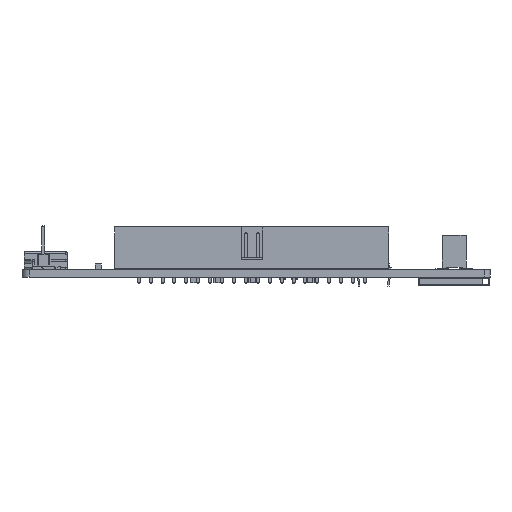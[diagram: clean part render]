
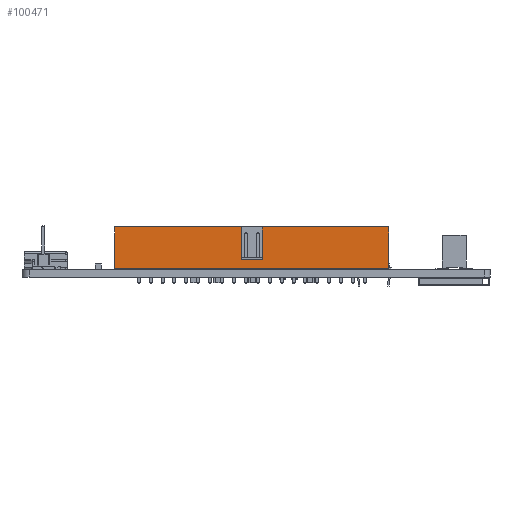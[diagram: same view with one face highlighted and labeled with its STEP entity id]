
A CAD part, front view. The second image highlights one B-rep face of the part: STEP entity #100471.
In plain terms, the highlighted face is planar.
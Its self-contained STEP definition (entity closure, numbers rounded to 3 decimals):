
#100471 = ADVANCED_FACE('',(#100472),#100538,.T.);
#100472 = FACE_BOUND('',#100473,.T.);
#100473 = EDGE_LOOP('',(#100474,#100484,#100492,#100500,#100508,#100516,
    #100524,#100532));
#100474 = ORIENTED_EDGE('',*,*,#100475,.F.);
#100475 = EDGE_CURVE('',#100476,#100478,#100480,.T.);
#100476 = VERTEX_POINT('',#100477);
#100477 = CARTESIAN_POINT('',(-3.155,5.1,0.25));
#100478 = VERTEX_POINT('',#100479);
#100479 = CARTESIAN_POINT('',(-3.155,5.1,9.1));
#100480 = LINE('',#100481,#100482);
#100481 = CARTESIAN_POINT('',(-3.155,5.1,0.25));
#100482 = VECTOR('',#100483,1.);
#100483 = DIRECTION('',(0.,0.,1.));
#100484 = ORIENTED_EDGE('',*,*,#100485,.T.);
#100485 = EDGE_CURVE('',#100476,#100486,#100488,.T.);
#100486 = VERTEX_POINT('',#100487);
#100487 = CARTESIAN_POINT('',(-3.155,-53.36,0.25));
#100488 = LINE('',#100489,#100490);
#100489 = CARTESIAN_POINT('',(-3.155,5.1,0.25));
#100490 = VECTOR('',#100491,1.);
#100491 = DIRECTION('',(0.,-1.,0.));
#100492 = ORIENTED_EDGE('',*,*,#100493,.T.);
#100493 = EDGE_CURVE('',#100486,#100494,#100496,.T.);
#100494 = VERTEX_POINT('',#100495);
#100495 = CARTESIAN_POINT('',(-3.155,-53.36,9.1));
#100496 = LINE('',#100497,#100498);
#100497 = CARTESIAN_POINT('',(-3.155,-53.36,2.6));
#100498 = VECTOR('',#100499,1.);
#100499 = DIRECTION('',(0.,0.,1.));
#100500 = ORIENTED_EDGE('',*,*,#100501,.F.);
#100501 = EDGE_CURVE('',#100502,#100494,#100504,.T.);
#100502 = VERTEX_POINT('',#100503);
#100503 = CARTESIAN_POINT('',(-3.155,-26.38,9.1));
#100504 = LINE('',#100505,#100506);
#100505 = CARTESIAN_POINT('',(-3.155,5.1,9.1));
#100506 = VECTOR('',#100507,1.);
#100507 = DIRECTION('',(0.,-1.,0.));
#100508 = ORIENTED_EDGE('',*,*,#100509,.T.);
#100509 = EDGE_CURVE('',#100502,#100510,#100512,.T.);
#100510 = VERTEX_POINT('',#100511);
#100511 = CARTESIAN_POINT('',(-3.155,-26.38,2.1));
#100512 = LINE('',#100513,#100514);
#100513 = CARTESIAN_POINT('',(-3.155,-26.38,3.388));
#100514 = VECTOR('',#100515,1.);
#100515 = DIRECTION('',(0.,0.,-1.));
#100516 = ORIENTED_EDGE('',*,*,#100517,.T.);
#100517 = EDGE_CURVE('',#100510,#100518,#100520,.T.);
#100518 = VERTEX_POINT('',#100519);
#100519 = CARTESIAN_POINT('',(-3.155,-21.88,2.1));
#100520 = LINE('',#100521,#100522);
#100521 = CARTESIAN_POINT('',(-3.155,-24.13,2.1));
#100522 = VECTOR('',#100523,1.);
#100523 = DIRECTION('',(0.,1.,0.));
#100524 = ORIENTED_EDGE('',*,*,#100525,.T.);
#100525 = EDGE_CURVE('',#100518,#100526,#100528,.T.);
#100526 = VERTEX_POINT('',#100527);
#100527 = CARTESIAN_POINT('',(-3.155,-21.88,9.1));
#100528 = LINE('',#100529,#100530);
#100529 = CARTESIAN_POINT('',(-3.155,-21.88,3.388));
#100530 = VECTOR('',#100531,1.);
#100531 = DIRECTION('',(0.,0.,1.));
#100532 = ORIENTED_EDGE('',*,*,#100533,.F.);
#100533 = EDGE_CURVE('',#100478,#100526,#100534,.T.);
#100534 = LINE('',#100535,#100536);
#100535 = CARTESIAN_POINT('',(-3.155,5.1,9.1));
#100536 = VECTOR('',#100537,1.);
#100537 = DIRECTION('',(0.,-1.,0.));
#100538 = PLANE('',#100539);
#100539 = AXIS2_PLACEMENT_3D('',#100540,#100541,#100542);
#100540 = CARTESIAN_POINT('',(-3.155,-24.13,4.675));
#100541 = DIRECTION('',(-1.,-0.,-0.));
#100542 = DIRECTION('',(0.,0.,-1.));
